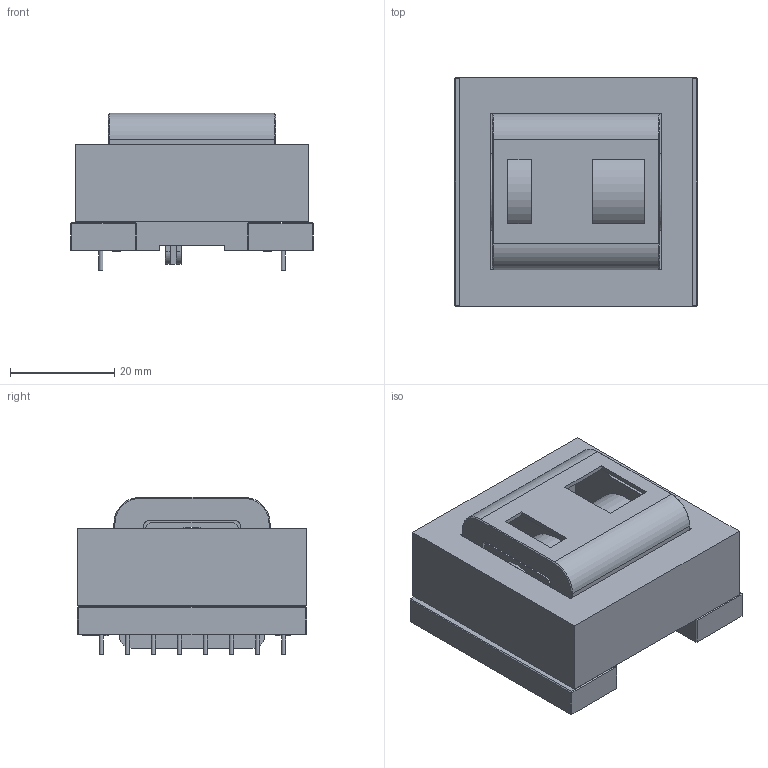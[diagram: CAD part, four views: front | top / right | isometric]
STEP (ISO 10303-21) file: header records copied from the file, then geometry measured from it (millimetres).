
FILE_DESCRIPTION(/* description */ ('Unknown'),/* implementation_level */ '2;1');
FILE_NAME(/* name */ 'T_Wurth_WE-LLCR-ETD44',/* time_stamp */ '2025-09-09T16:59:43+08:00',/* author */ ('Unknown'),/* organization */ ('Unknown'),/* preprocessor_version */ 'ST-DEVELOPER v19.4',/* originating_system */ 'Solid Edge',/* authorisation */ 'Unknown');
FILE_SCHEMA (('AUTOMOTIVE_DESIGN {1 0 10303 214 3 1 1}'));
Length unit declared in the file: millimetre
Products named in the file (2): T_Wurth_WE-LLCR-ETD44
Assembly tree (1 placements, depth 2):
  T_Wurth_WE-LLCR-ETD44
    T_Wurth_WE-LLCR-ETD44
Bounding box: 46.6 x 44 x 30.2 mm (x, y, z)
Volume: 27882.9 mm3; surface area: 25270.6 mm2
Topology: 2 solids, 2 shells, 505 faces, 1383 edges, 906 vertices
Faces by surface type: plane 371, cylinder 114, torus 16, cone 4
Full cylindrical faces by diameter (mm): 0.8 x42, 14.8 x1, 15.3 x1, 17 x2
Entity records: 15506 total; most frequent: CARTESIAN_POINT 2746, ORIENTED_EDGE 2604, DIRECTION 2555, EDGE_CURVE 1302, LINE 1051, VECTOR 1051, VERTEX_POINT 887, AXIS2_PLACEMENT_3D 752
